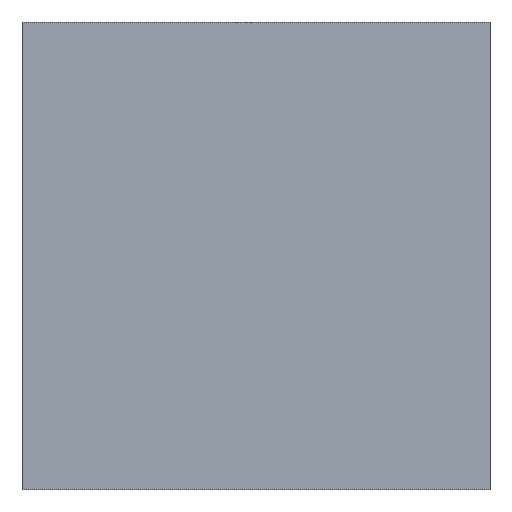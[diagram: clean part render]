
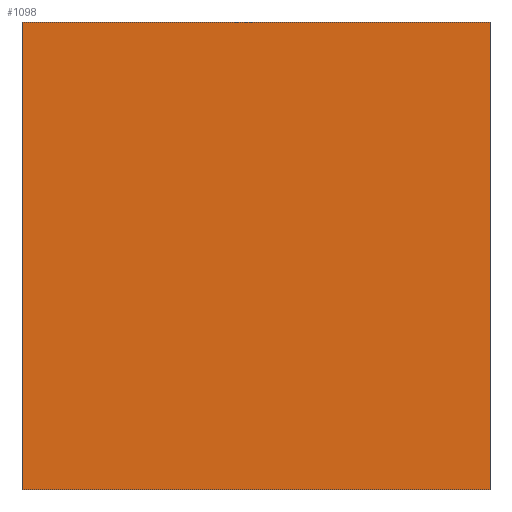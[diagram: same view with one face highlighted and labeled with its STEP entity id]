
A CAD part, front view. The second image highlights one B-rep face of the part: STEP entity #1098.
In plain terms, the highlighted planar face has unit normal (0, -1, 0).
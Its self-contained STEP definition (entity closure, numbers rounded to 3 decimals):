
#11 = ORIENTED_EDGE ( 'NONE', *, *, #645, .T. ) ;
#20 = PLANE ( 'NONE',  #1722 ) ;
#71 = VERTEX_POINT ( 'NONE', #1840 ) ;
#262 = VECTOR ( 'NONE', #512, 1000. ) ;
#267 = CARTESIAN_POINT ( 'NONE',  ( 14., -1., -14. ) ) ;
#334 = ORIENTED_EDGE ( 'NONE', *, *, #702, .T. ) ;
#442 = CARTESIAN_POINT ( 'NONE',  ( -14., -1., 14. ) ) ;
#487 = ORIENTED_EDGE ( 'NONE', *, *, #1744, .T. ) ;
#490 = DIRECTION ( 'NONE',  ( 0., -1., 0. ) ) ;
#512 = DIRECTION ( 'NONE',  ( 0., 0., 1. ) ) ;
#568 = EDGE_CURVE ( 'NONE', #1258, #2136, #1357, .T. ) ;
#643 = EDGE_LOOP ( 'NONE', ( #487, #334, #11, #1682 ) ) ;
#645 = EDGE_CURVE ( 'NONE', #71, #1258, #2349, .T. ) ;
#700 = CARTESIAN_POINT ( 'NONE',  ( 14., -1., -14. ) ) ;
#702 = EDGE_CURVE ( 'NONE', #1970, #71, #1175, .T. ) ;
#838 = LINE ( 'NONE', #700, #262 ) ;
#1098 = ADVANCED_FACE ( 'NONE', ( #2210 ), #20, .T. ) ;
#1140 = CARTESIAN_POINT ( 'NONE',  ( 14., -1., 14. ) ) ;
#1151 = VECTOR ( 'NONE', #1764, 1000. ) ;
#1175 = LINE ( 'NONE', #1941, #1151 ) ;
#1258 = VERTEX_POINT ( 'NONE', #2144 ) ;
#1357 = LINE ( 'NONE', #1614, #1784 ) ;
#1428 = DIRECTION ( 'NONE',  ( 1., 0., 0. ) ) ;
#1446 = DIRECTION ( 'NONE',  ( 0., 0., -1. ) ) ;
#1593 = DIRECTION ( 'NONE',  ( 0., 0., -1. ) ) ;
#1614 = CARTESIAN_POINT ( 'NONE',  ( -14., -1., -14. ) ) ;
#1640 = CARTESIAN_POINT ( 'NONE',  ( 0., -1., 0. ) ) ;
#1682 = ORIENTED_EDGE ( 'NONE', *, *, #568, .T. ) ;
#1722 = AXIS2_PLACEMENT_3D ( 'NONE', #1640, #490, #1446 ) ;
#1744 = EDGE_CURVE ( 'NONE', #2136, #1970, #838, .T. ) ;
#1764 = DIRECTION ( 'NONE',  ( -1., 0., 0. ) ) ;
#1784 = VECTOR ( 'NONE', #1428, 1000. ) ;
#1840 = CARTESIAN_POINT ( 'NONE',  ( -14., -1., 14. ) ) ;
#1870 = VECTOR ( 'NONE', #1593, 1000. ) ;
#1941 = CARTESIAN_POINT ( 'NONE',  ( 14., -1., 14. ) ) ;
#1970 = VERTEX_POINT ( 'NONE', #1140 ) ;
#2136 = VERTEX_POINT ( 'NONE', #267 ) ;
#2144 = CARTESIAN_POINT ( 'NONE',  ( -14., -1., -14. ) ) ;
#2210 = FACE_OUTER_BOUND ( 'NONE', #643, .T. ) ;
#2349 = LINE ( 'NONE', #442, #1870 ) ;
